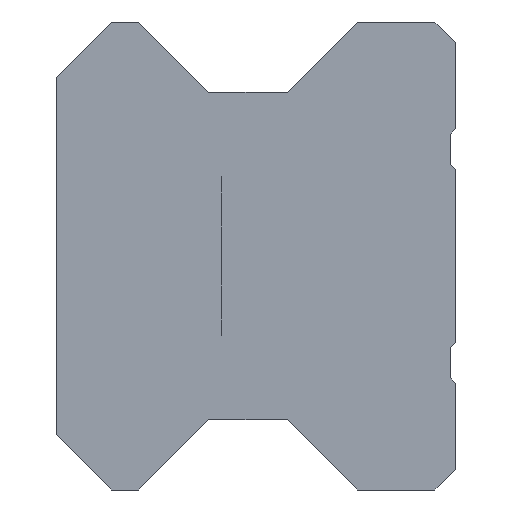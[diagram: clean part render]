
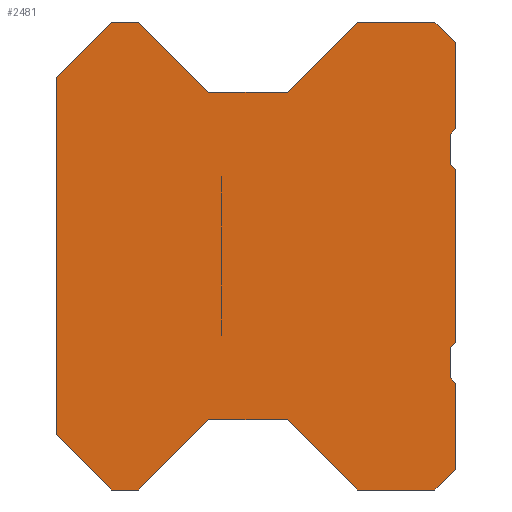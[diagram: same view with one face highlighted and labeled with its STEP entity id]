
A CAD part, left-side view. The second image highlights one B-rep face of the part: STEP entity #2481.
In plain terms, the highlighted planar face has unit normal (-1, 0, 0).
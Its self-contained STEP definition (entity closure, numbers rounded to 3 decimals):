
#540=ORIENTED_EDGE('',*,*,#864,.F.);
#541=ORIENTED_EDGE('',*,*,#1034,.F.);
#542=ORIENTED_EDGE('',*,*,#1031,.F.);
#543=ORIENTED_EDGE('',*,*,#978,.F.);
#544=ORIENTED_EDGE('',*,*,#975,.F.);
#545=ORIENTED_EDGE('',*,*,#972,.F.);
#546=ORIENTED_EDGE('',*,*,#969,.F.);
#547=ORIENTED_EDGE('',*,*,#966,.F.);
#548=ORIENTED_EDGE('',*,*,#963,.F.);
#549=ORIENTED_EDGE('',*,*,#960,.F.);
#550=ORIENTED_EDGE('',*,*,#957,.F.);
#551=ORIENTED_EDGE('',*,*,#954,.F.);
#552=ORIENTED_EDGE('',*,*,#951,.F.);
#553=ORIENTED_EDGE('',*,*,#948,.F.);
#554=ORIENTED_EDGE('',*,*,#945,.F.);
#555=ORIENTED_EDGE('',*,*,#892,.F.);
#556=ORIENTED_EDGE('',*,*,#889,.F.);
#557=ORIENTED_EDGE('',*,*,#886,.F.);
#558=ORIENTED_EDGE('',*,*,#883,.F.);
#559=ORIENTED_EDGE('',*,*,#880,.F.);
#560=ORIENTED_EDGE('',*,*,#877,.F.);
#561=ORIENTED_EDGE('',*,*,#874,.F.);
#562=ORIENTED_EDGE('',*,*,#871,.F.);
#563=ORIENTED_EDGE('',*,*,#868,.F.);
#864=EDGE_CURVE('',#1136,#1137,#1384,.T.);
#868=EDGE_CURVE('',#1137,#1140,#1388,.T.);
#871=EDGE_CURVE('',#1140,#1142,#1391,.T.);
#874=EDGE_CURVE('',#1142,#1144,#1394,.T.);
#877=EDGE_CURVE('',#1144,#1146,#1397,.T.);
#880=EDGE_CURVE('',#1146,#1148,#1400,.T.);
#883=EDGE_CURVE('',#1148,#1150,#1403,.T.);
#886=EDGE_CURVE('',#1150,#1152,#1406,.T.);
#889=EDGE_CURVE('',#1152,#1154,#1409,.T.);
#892=EDGE_CURVE('',#1154,#1156,#1412,.T.);
#945=EDGE_CURVE('',#1156,#1208,#1415,.T.);
#948=EDGE_CURVE('',#1208,#1210,#1418,.T.);
#951=EDGE_CURVE('',#1210,#1212,#1421,.T.);
#954=EDGE_CURVE('',#1212,#1214,#1424,.T.);
#957=EDGE_CURVE('',#1214,#1216,#1427,.T.);
#960=EDGE_CURVE('',#1216,#1218,#1430,.T.);
#963=EDGE_CURVE('',#1218,#1220,#1433,.T.);
#966=EDGE_CURVE('',#1220,#1222,#1436,.T.);
#969=EDGE_CURVE('',#1222,#1224,#1439,.T.);
#972=EDGE_CURVE('',#1224,#1226,#1442,.T.);
#975=EDGE_CURVE('',#1226,#1228,#1445,.T.);
#978=EDGE_CURVE('',#1228,#1230,#1448,.T.);
#1031=EDGE_CURVE('',#1230,#1282,#1451,.T.);
#1034=EDGE_CURVE('',#1282,#1136,#1454,.T.);
#1136=VERTEX_POINT('',#3850);
#1137=VERTEX_POINT('',#3851);
#1140=VERTEX_POINT('',#3859);
#1142=VERTEX_POINT('',#3865);
#1144=VERTEX_POINT('',#3871);
#1146=VERTEX_POINT('',#3877);
#1148=VERTEX_POINT('',#3883);
#1150=VERTEX_POINT('',#3889);
#1152=VERTEX_POINT('',#3895);
#1154=VERTEX_POINT('',#3901);
#1156=VERTEX_POINT('',#3907);
#1208=VERTEX_POINT('',#4013);
#1210=VERTEX_POINT('',#4019);
#1212=VERTEX_POINT('',#4025);
#1214=VERTEX_POINT('',#4031);
#1216=VERTEX_POINT('',#4037);
#1218=VERTEX_POINT('',#4043);
#1220=VERTEX_POINT('',#4049);
#1222=VERTEX_POINT('',#4055);
#1224=VERTEX_POINT('',#4061);
#1226=VERTEX_POINT('',#4067);
#1228=VERTEX_POINT('',#4073);
#1230=VERTEX_POINT('',#4079);
#1282=VERTEX_POINT('',#4185);
#1384=LINE('',#3849,#1456);
#1388=LINE('',#3858,#1460);
#1391=LINE('',#3864,#1463);
#1394=LINE('',#3870,#1466);
#1397=LINE('',#3876,#1469);
#1400=LINE('',#3882,#1472);
#1403=LINE('',#3888,#1475);
#1406=LINE('',#3894,#1478);
#1409=LINE('',#3900,#1481);
#1412=LINE('',#3906,#1484);
#1415=LINE('',#4012,#1487);
#1418=LINE('',#4018,#1490);
#1421=LINE('',#4024,#1493);
#1424=LINE('',#4030,#1496);
#1427=LINE('',#4036,#1499);
#1430=LINE('',#4042,#1502);
#1433=LINE('',#4048,#1505);
#1436=LINE('',#4054,#1508);
#1439=LINE('',#4060,#1511);
#1442=LINE('',#4066,#1514);
#1445=LINE('',#4072,#1517);
#1448=LINE('',#4078,#1520);
#1451=LINE('',#4184,#1523);
#1454=LINE('',#4190,#1526);
#1456=VECTOR('',#3025,1000.);
#1460=VECTOR('',#3031,1000.);
#1463=VECTOR('',#3036,1000.);
#1466=VECTOR('',#3041,1000.);
#1469=VECTOR('',#3046,1000.);
#1472=VECTOR('',#3051,1000.);
#1475=VECTOR('',#3056,1000.);
#1478=VECTOR('',#3061,1000.);
#1481=VECTOR('',#3066,1000.);
#1484=VECTOR('',#3071,1000.);
#1487=VECTOR('',#3176,1000.);
#1490=VECTOR('',#3181,1000.);
#1493=VECTOR('',#3186,1000.);
#1496=VECTOR('',#3191,1000.);
#1499=VECTOR('',#3196,1000.);
#1502=VECTOR('',#3201,1000.);
#1505=VECTOR('',#3206,1000.);
#1508=VECTOR('',#3211,1000.);
#1511=VECTOR('',#3216,1000.);
#1514=VECTOR('',#3221,1000.);
#1517=VECTOR('',#3226,1000.);
#1520=VECTOR('',#3231,1000.);
#1523=VECTOR('',#3336,1000.);
#1526=VECTOR('',#3341,1000.);
#1653=EDGE_LOOP('',(#540,#541,#542,#543,#544,#545,#546,#547,#548,#549,#550,
#551,#552,#553,#554,#555,#556,#557,#558,#559,#560,#561,#562,#563));
#2079=FACE_BOUND('',#1653,.T.);
#2405=PLANE('',#2770);
#2481=ADVANCED_FACE('',(#2079),#2405,.F.);
#2770=AXIS2_PLACEMENT_3D('',#4193,#3345,#3346);
#3025=DIRECTION('',(0.,-1.,0.));
#3031=DIRECTION('',(0.,-0.707,-0.707));
#3036=DIRECTION('',(0.,-1.,0.));
#3041=DIRECTION('',(0.,-0.707,0.707));
#3046=DIRECTION('',(0.,-1.,0.));
#3051=DIRECTION('',(0.,-0.707,-0.707));
#3056=DIRECTION('',(0.,0.,-1.));
#3061=DIRECTION('',(0.,0.707,-0.707));
#3066=DIRECTION('',(0.,0.,-1.));
#3071=DIRECTION('',(0.,-0.707,-0.707));
#3176=DIRECTION('',(0.,0.,-1.));
#3181=DIRECTION('',(0.,0.707,-0.707));
#3186=DIRECTION('',(0.,0.,-1.));
#3191=DIRECTION('',(0.,-0.707,-0.707));
#3196=DIRECTION('',(0.,0.,-1.));
#3201=DIRECTION('',(0.,0.707,-0.707));
#3206=DIRECTION('',(0.,1.,0.));
#3211=DIRECTION('',(0.,0.707,0.707));
#3216=DIRECTION('',(0.,1.,0.));
#3221=DIRECTION('',(0.,0.707,-0.707));
#3226=DIRECTION('',(0.,1.,0.));
#3231=DIRECTION('',(0.,0.702,0.712));
#3336=DIRECTION('',(0.,0.,1.));
#3341=DIRECTION('',(0.,-0.702,0.712));
#3345=DIRECTION('',(1.,0.,0.));
#3346=DIRECTION('',(0.,0.,-1.));
#3849=CARTESIAN_POINT('',(0.,25.,17.));
#3850=CARTESIAN_POINT('',(0.,25.,17.));
#3851=CARTESIAN_POINT('',(0.,23.03,17.));
#3858=CARTESIAN_POINT('',(0.,23.03,17.));
#3859=CARTESIAN_POINT('',(0.,17.93,11.9));
#3864=CARTESIAN_POINT('',(0.,17.93,11.9));
#3865=CARTESIAN_POINT('',(0.,12.23,11.9));
#3870=CARTESIAN_POINT('',(0.,12.23,11.9));
#3871=CARTESIAN_POINT('',(0.,7.13,17.));
#3876=CARTESIAN_POINT('',(0.,7.13,17.));
#3877=CARTESIAN_POINT('',(0.,1.5,17.));
#3882=CARTESIAN_POINT('',(0.,1.5,17.));
#3883=CARTESIAN_POINT('',(0.,0.,15.5));
#3888=CARTESIAN_POINT('',(0.,0.,15.5));
#3889=CARTESIAN_POINT('',(0.,0.,9.25));
#3894=CARTESIAN_POINT('',(0.,0.,9.25));
#3895=CARTESIAN_POINT('',(0.,0.4,8.85));
#3900=CARTESIAN_POINT('',(0.,0.4,8.85));
#3901=CARTESIAN_POINT('',(0.,0.4,6.65));
#3906=CARTESIAN_POINT('',(0.,0.4,6.65));
#3907=CARTESIAN_POINT('',(0.,0.,6.25));
#4012=CARTESIAN_POINT('',(0.,0.,6.25));
#4013=CARTESIAN_POINT('',(0.,0.,-6.25));
#4018=CARTESIAN_POINT('',(0.,0.,-6.25));
#4019=CARTESIAN_POINT('',(0.,0.4,-6.65));
#4024=CARTESIAN_POINT('',(0.,0.4,-6.65));
#4025=CARTESIAN_POINT('',(0.,0.4,-8.85));
#4030=CARTESIAN_POINT('',(0.,0.4,-8.85));
#4031=CARTESIAN_POINT('',(0.,0.,-9.25));
#4036=CARTESIAN_POINT('',(0.,0.,-9.25));
#4037=CARTESIAN_POINT('',(0.,0.,-15.5));
#4042=CARTESIAN_POINT('',(0.,0.,-15.5));
#4043=CARTESIAN_POINT('',(0.,1.5,-17.));
#4048=CARTESIAN_POINT('',(0.,1.5,-17.));
#4049=CARTESIAN_POINT('',(0.,7.13,-17.));
#4054=CARTESIAN_POINT('',(0.,7.13,-17.));
#4055=CARTESIAN_POINT('',(0.,12.23,-11.9));
#4060=CARTESIAN_POINT('',(0.,12.23,-11.9));
#4061=CARTESIAN_POINT('',(0.,17.93,-11.9));
#4066=CARTESIAN_POINT('',(0.,17.93,-11.9));
#4067=CARTESIAN_POINT('',(0.,23.03,-17.));
#4072=CARTESIAN_POINT('',(0.,23.03,-17.));
#4073=CARTESIAN_POINT('',(0.,25.,-17.));
#4078=CARTESIAN_POINT('',(0.,25.,-17.));
#4079=CARTESIAN_POINT('',(0.,29.,-12.94));
#4184=CARTESIAN_POINT('',(0.,29.,-12.94));
#4185=CARTESIAN_POINT('',(0.,29.,12.94));
#4190=CARTESIAN_POINT('',(0.,29.,12.94));
#4193=CARTESIAN_POINT('',(0.,0.,0.));
